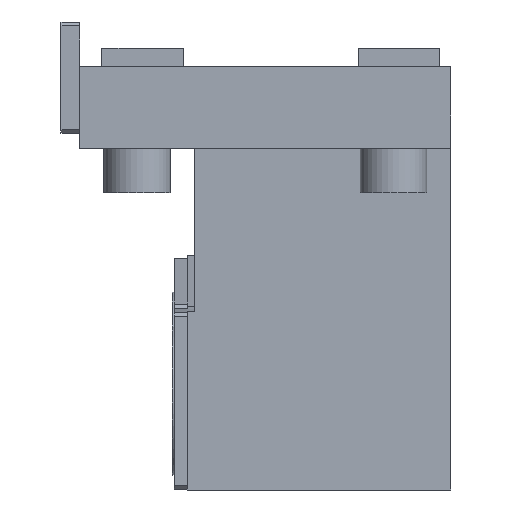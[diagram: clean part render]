
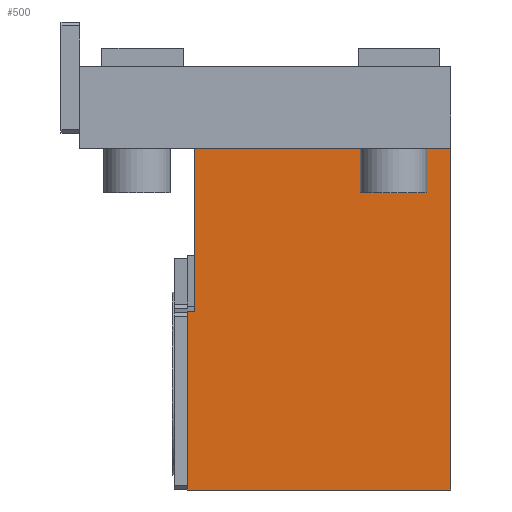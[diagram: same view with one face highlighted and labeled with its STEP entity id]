
A CAD part, front view. The second image highlights one B-rep face of the part: STEP entity #500.
In plain terms, the highlighted planar face has unit normal (0, -1, 0).
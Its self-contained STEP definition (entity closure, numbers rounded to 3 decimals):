
#49=LINE('',#2197,#204);
#89=LINE('',#2276,#244);
#90=LINE('',#2278,#245);
#91=LINE('',#2280,#246);
#92=LINE('',#2282,#247);
#93=LINE('',#2283,#248);
#204=VECTOR('',#1715,1.);
#244=VECTOR('',#1771,1.);
#245=VECTOR('',#1774,1.);
#246=VECTOR('',#1775,1.);
#247=VECTOR('',#1776,1.);
#248=VECTOR('',#1777,1.);
#367=PLANE('',#1577);
#430=FACE_OUTER_BOUND('',#649,.T.);
#500=ADVANCED_FACE('',(#430),#367,.T.);
#649=EDGE_LOOP('',(#801,#802,#803,#804,#805,#806));
#801=ORIENTED_EDGE('',*,*,#1327,.T.);
#802=ORIENTED_EDGE('',*,*,#1328,.T.);
#803=ORIENTED_EDGE('',*,*,#1329,.F.);
#804=ORIENTED_EDGE('',*,*,#1326,.F.);
#805=ORIENTED_EDGE('',*,*,#1330,.T.);
#806=ORIENTED_EDGE('',*,*,#1286,.T.);
#1148=VERTEX_POINT('',#2196);
#1149=VERTEX_POINT('',#2198);
#1178=VERTEX_POINT('',#2273);
#1179=VERTEX_POINT('',#2275);
#1180=VERTEX_POINT('',#2279);
#1181=VERTEX_POINT('',#2281);
#1286=EDGE_CURVE('',#1149,#1148,#49,.T.);
#1326=EDGE_CURVE('',#1179,#1178,#89,.T.);
#1327=EDGE_CURVE('',#1148,#1180,#90,.T.);
#1328=EDGE_CURVE('',#1180,#1181,#91,.T.);
#1329=EDGE_CURVE('',#1178,#1181,#92,.T.);
#1330=EDGE_CURVE('',#1179,#1149,#93,.T.);
#1577=AXIS2_PLACEMENT_3D('',#2284,#1778,#1779);
#1715=DIRECTION('',(-1.,0.,0.));
#1771=DIRECTION('',(-1.,0.,0.));
#1774=DIRECTION('',(0.,0.,-1.));
#1775=DIRECTION('',(-1.,0.,0.));
#1776=DIRECTION('',(0.,0.,1.));
#1777=DIRECTION('',(0.,0.,1.));
#1778=DIRECTION('',(0.,-1.,0.));
#1779=DIRECTION('',(0.,0.,-1.));
#2196=CARTESIAN_POINT('',(31.,-25.5,-22.));
#2197=CARTESIAN_POINT('',(100.,-25.5,-22.));
#2198=CARTESIAN_POINT('',(100.,-25.5,-22.));
#2273=CARTESIAN_POINT('',(29.,-25.5,-114.));
#2275=CARTESIAN_POINT('',(100.,-25.5,-114.));
#2276=CARTESIAN_POINT('',(100.,-25.5,-114.));
#2278=CARTESIAN_POINT('',(31.,-25.5,-114.));
#2279=CARTESIAN_POINT('',(31.,-25.5,-66.));
#2280=CARTESIAN_POINT('',(100.,-25.5,-66.));
#2281=CARTESIAN_POINT('',(29.,-25.5,-66.));
#2282=CARTESIAN_POINT('',(29.,-25.5,-114.));
#2283=CARTESIAN_POINT('',(100.,-25.5,-114.));
#2284=CARTESIAN_POINT('',(100.,-25.5,-114.));
